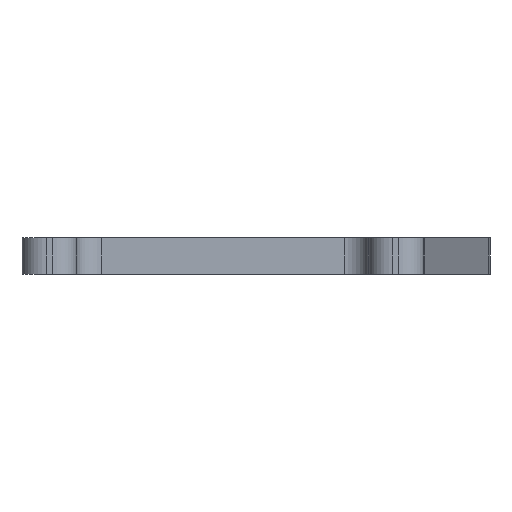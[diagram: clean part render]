
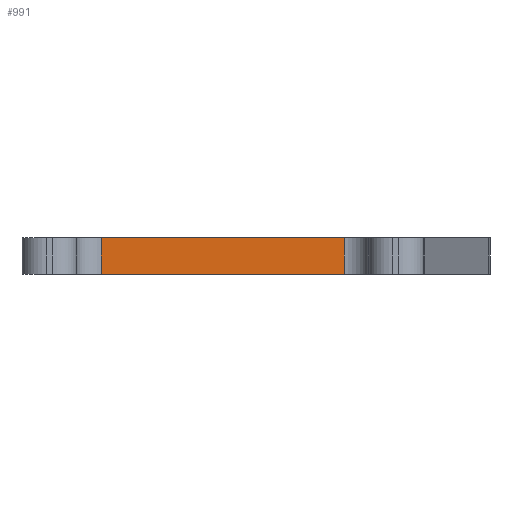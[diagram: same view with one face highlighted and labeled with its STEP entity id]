
A CAD part, left-side view. The second image highlights one B-rep face of the part: STEP entity #991.
In plain terms, the highlighted planar face has unit normal (-1, 0, 0).
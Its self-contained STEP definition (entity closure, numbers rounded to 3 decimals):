
#36=PLANE('',#1074);
#68=FACE_OUTER_BOUND('',#119,.T.);
#119=EDGE_LOOP('',(#711,#712,#713,#714));
#192=LINE('',#1531,#283);
#196=LINE('',#1543,#287);
#198=LINE('',#1548,#289);
#199=LINE('',#1549,#290);
#283=VECTOR('',#1227,10.);
#287=VECTOR('',#1237,10.);
#289=VECTOR('',#1243,10.);
#290=VECTOR('',#1244,10.);
#432=VERTEX_POINT('',#1524);
#435=VERTEX_POINT('',#1529);
#439=VERTEX_POINT('',#1540);
#440=VERTEX_POINT('',#1542);
#544=EDGE_CURVE('',#435,#432,#192,.T.);
#549=EDGE_CURVE('',#439,#440,#196,.T.);
#552=EDGE_CURVE('',#440,#435,#198,.T.);
#553=EDGE_CURVE('',#432,#439,#199,.T.);
#711=ORIENTED_EDGE('',*,*,#544,.F.);
#712=ORIENTED_EDGE('',*,*,#552,.F.);
#713=ORIENTED_EDGE('',*,*,#549,.F.);
#714=ORIENTED_EDGE('',*,*,#553,.F.);
#991=ADVANCED_FACE('',(#68),#36,.T.);
#1074=AXIS2_PLACEMENT_3D('',#1547,#1241,#1242);
#1227=DIRECTION('',(0.,0.,-1.));
#1237=DIRECTION('',(0.,0.,1.));
#1241=DIRECTION('center_axis',(-1.,0.,0.));
#1242=DIRECTION('ref_axis',(0.,-1.,0.));
#1243=DIRECTION('',(0.,-1.,0.));
#1244=DIRECTION('',(0.,1.,0.));
#1524=CARTESIAN_POINT('',(-30.,12.,0.));
#1529=CARTESIAN_POINT('',(-30.,12.,3.));
#1531=CARTESIAN_POINT('',(-30.,12.,0.));
#1540=CARTESIAN_POINT('',(-30.,32.,0.));
#1542=CARTESIAN_POINT('',(-30.,32.,3.));
#1543=CARTESIAN_POINT('',(-30.,32.,0.));
#1547=CARTESIAN_POINT('Origin',(-30.,34.,0.));
#1548=CARTESIAN_POINT('',(-30.,10.,3.));
#1549=CARTESIAN_POINT('',(-30.,10.,0.));
